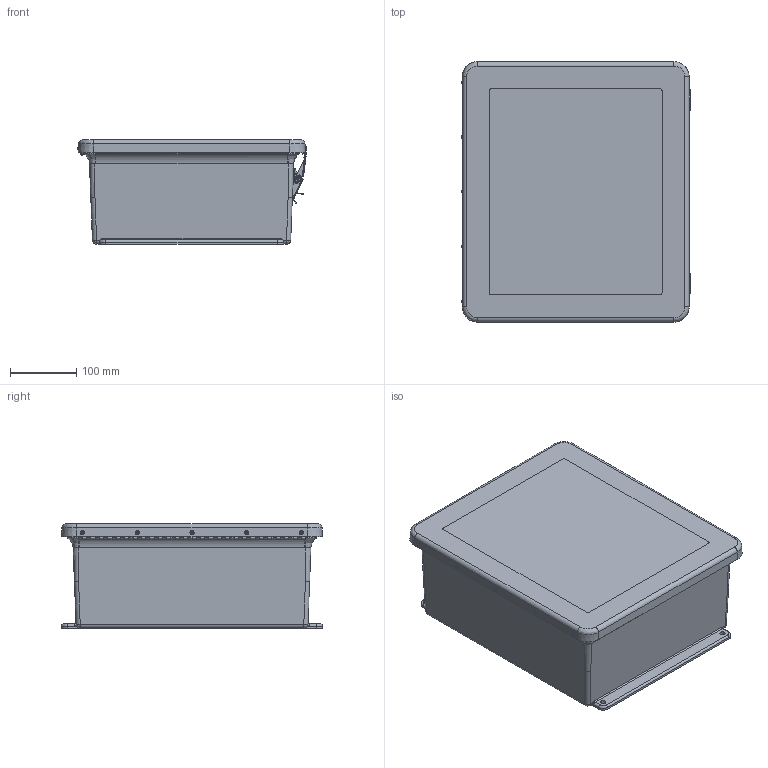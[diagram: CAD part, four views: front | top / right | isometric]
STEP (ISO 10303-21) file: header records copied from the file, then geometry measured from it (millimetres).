
FILE_DESCRIPTION (( 'STEP AP214' ), '1' );
FILE_NAME ('MW1412HPL.STEP', '2018-11-07T12:18:19', ( '' ), ( '' ), 'SwSTEP 2.0', 'SolidWorks 2018', '' );
FILE_SCHEMA (( 'AUTOMOTIVE_DESIGN' ));
Length unit declared in the file: inch
Products named in the file (1): MW1412HPL
Bounding box: 344.6 x 393.7 x 157.44 mm (x, y, z)
Volume: 2126310.2 mm3; surface area: 1063930.5 mm2
Topology: 41 solids, 41 shells, 1073 faces, 2701 edges, 1752 vertices
Faces by surface type: plane 472, cylinder 452, bspline 104, cone 41, torus 4
Full cylindrical faces by diameter (mm): 2.159 x55, 2.64 x8, 3.048 x2, 3.175 x18, 3.302 x4, 3.327 x10, 3.429 x18, 3.556 x22, 3.861 x8, 3.962 x7, 4.306 x4, 5.537 x4, 6.35 x10, 6.858 x4, 7.62 x4, 9.525 x2
Entity records: 51010 total; most frequent: CARTESIAN_POINT 11559, DIRECTION 5006, ORIENTED_EDGE 4908, EDGE_CURVE 2454, AXIS2_PLACEMENT_3D 1845, VERTEX_POINT 1718, EDGE_LOOP 1578, LINE 1316
